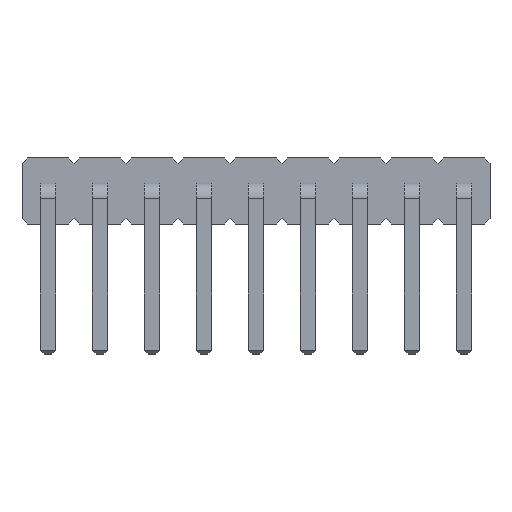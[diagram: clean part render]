
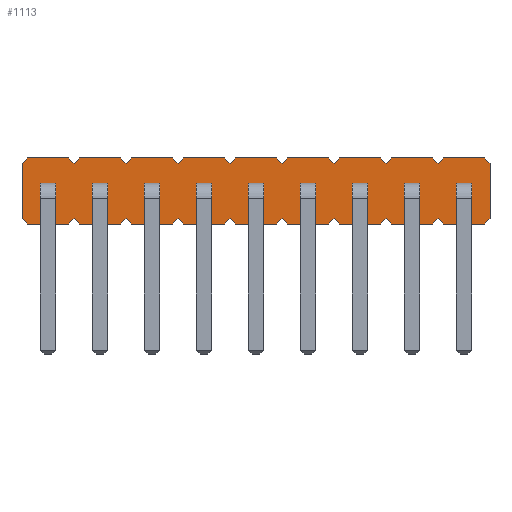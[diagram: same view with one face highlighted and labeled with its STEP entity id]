
A CAD part, left-side view. The second image highlights one B-rep face of the part: STEP entity #1113.
In plain terms, the highlighted planar face has unit normal (-1, 0, 0).
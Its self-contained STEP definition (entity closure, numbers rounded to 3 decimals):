
#13=DIRECTION('',(0.,0.,1.));
#22=VERTEX_POINT('',#23);
#23=CARTESIAN_POINT('',(0.25,0.5,0.1));
#34=VECTOR('',#35,1.);
#35=DIRECTION('',(0.,-0.707,-0.707));
#38=VERTEX_POINT('',#39);
#39=CARTESIAN_POINT('',(0.25,0.4,0.));
#42=EDGE_CURVE('',#22,#38,#43,.T.);
#43=LINE('',#23,#34);
#46=DIRECTION('',(0.,0.707,-0.707));
#56=VECTOR('',#57,1.);
#57=DIRECTION('',(0.,-1.,0.));
#60=VERTEX_POINT('',#61);
#61=CARTESIAN_POINT('',(0.25,-0.4,0.));
#64=EDGE_CURVE('',#38,#60,#65,.T.);
#65=LINE('',#39,#56);
#78=VECTOR('',#79,1.);
#79=DIRECTION('',(0.,-0.707,0.707));
#82=VERTEX_POINT('',#83);
#83=CARTESIAN_POINT('',(0.25,-0.5,0.1));
#86=EDGE_CURVE('',#60,#82,#87,.T.);
#87=LINE('',#61,#78);
#102=VERTEX_POINT('',#103);
#103=CARTESIAN_POINT('',(0.25,-0.6,0.));
#106=EDGE_CURVE('',#82,#102,#107,.T.);
#107=LINE('',#83,#34);
#121=VERTEX_POINT('',#122);
#122=CARTESIAN_POINT('',(0.25,-1.4,0.));
#125=EDGE_CURVE('',#102,#121,#126,.T.);
#126=LINE('',#103,#56);
#140=VERTEX_POINT('',#141);
#141=CARTESIAN_POINT('',(0.25,-1.5,0.1));
#144=EDGE_CURVE('',#121,#140,#145,.T.);
#145=LINE('',#122,#78);
#160=VERTEX_POINT('',#161);
#161=CARTESIAN_POINT('',(0.25,-1.6,0.));
#164=EDGE_CURVE('',#140,#160,#165,.T.);
#165=LINE('',#166,#34);
#166=CARTESIAN_POINT('',(0.25,-1.5,0.1));
#181=VERTEX_POINT('',#182);
#182=CARTESIAN_POINT('',(0.25,-2.4,0.));
#185=EDGE_CURVE('',#160,#181,#186,.T.);
#186=LINE('',#187,#56);
#187=CARTESIAN_POINT('',(0.25,-1.6,0.));
#201=VERTEX_POINT('',#202);
#202=CARTESIAN_POINT('',(0.25,-2.5,0.1));
#205=EDGE_CURVE('',#181,#201,#206,.T.);
#206=LINE('',#182,#78);
#221=VERTEX_POINT('',#222);
#222=CARTESIAN_POINT('',(0.25,-2.6,0.));
#225=EDGE_CURVE('',#201,#221,#226,.T.);
#226=LINE('',#227,#34);
#227=CARTESIAN_POINT('',(0.25,-2.5,0.1));
#242=VERTEX_POINT('',#243);
#243=CARTESIAN_POINT('',(0.25,-3.4,0.));
#246=EDGE_CURVE('',#221,#242,#247,.T.);
#247=LINE('',#248,#56);
#248=CARTESIAN_POINT('',(0.25,-2.6,0.));
#262=VERTEX_POINT('',#263);
#263=CARTESIAN_POINT('',(0.25,-3.5,0.1));
#266=EDGE_CURVE('',#242,#262,#267,.T.);
#267=LINE('',#243,#78);
#282=VERTEX_POINT('',#283);
#283=CARTESIAN_POINT('',(0.25,-3.6,0.));
#286=EDGE_CURVE('',#262,#282,#287,.T.);
#287=LINE('',#288,#34);
#288=CARTESIAN_POINT('',(0.25,-3.5,0.1));
#303=VERTEX_POINT('',#304);
#304=CARTESIAN_POINT('',(0.25,-4.4,0.));
#307=EDGE_CURVE('',#282,#303,#308,.T.);
#308=LINE('',#309,#56);
#309=CARTESIAN_POINT('',(0.25,-3.6,0.));
#323=VERTEX_POINT('',#324);
#324=CARTESIAN_POINT('',(0.25,-4.5,0.1));
#327=EDGE_CURVE('',#303,#323,#328,.T.);
#328=LINE('',#304,#78);
#342=VERTEX_POINT('',#343);
#343=CARTESIAN_POINT('',(0.25,-4.6,0.));
#346=EDGE_CURVE('',#323,#342,#347,.T.);
#347=LINE('',#324,#34);
#361=VERTEX_POINT('',#362);
#362=CARTESIAN_POINT('',(0.25,-5.4,0.));
#365=EDGE_CURVE('',#342,#361,#366,.T.);
#366=LINE('',#343,#56);
#380=VERTEX_POINT('',#381);
#381=CARTESIAN_POINT('',(0.25,-5.5,0.1));
#384=EDGE_CURVE('',#361,#380,#385,.T.);
#385=LINE('',#362,#78);
#399=VERTEX_POINT('',#400);
#400=CARTESIAN_POINT('',(0.25,-5.6,0.));
#403=EDGE_CURVE('',#380,#399,#404,.T.);
#404=LINE('',#381,#34);
#418=VERTEX_POINT('',#419);
#419=CARTESIAN_POINT('',(0.25,-6.4,0.));
#422=EDGE_CURVE('',#399,#418,#423,.T.);
#423=LINE('',#400,#56);
#437=VERTEX_POINT('',#438);
#438=CARTESIAN_POINT('',(0.25,-6.5,0.1));
#441=EDGE_CURVE('',#418,#437,#442,.T.);
#442=LINE('',#419,#78);
#456=VERTEX_POINT('',#457);
#457=CARTESIAN_POINT('',(0.25,-6.6,0.));
#460=EDGE_CURVE('',#437,#456,#461,.T.);
#461=LINE('',#438,#34);
#475=VERTEX_POINT('',#476);
#476=CARTESIAN_POINT('',(0.25,-7.4,0.));
#479=EDGE_CURVE('',#456,#475,#480,.T.);
#480=LINE('',#457,#56);
#494=VERTEX_POINT('',#495);
#495=CARTESIAN_POINT('',(0.25,-7.5,0.1));
#498=EDGE_CURVE('',#475,#494,#499,.T.);
#499=LINE('',#476,#78);
#513=VERTEX_POINT('',#514);
#514=CARTESIAN_POINT('',(0.25,-7.6,0.));
#517=EDGE_CURVE('',#494,#513,#518,.T.);
#518=LINE('',#495,#34);
#532=VERTEX_POINT('',#533);
#533=CARTESIAN_POINT('',(0.25,-8.4,0.));
#536=EDGE_CURVE('',#513,#532,#537,.T.);
#537=LINE('',#514,#56);
#551=VERTEX_POINT('',#552);
#552=CARTESIAN_POINT('',(0.25,-8.5,0.1));
#555=EDGE_CURVE('',#532,#551,#556,.T.);
#556=LINE('',#533,#78);
#568=VECTOR('',#13,1.);
#571=VERTEX_POINT('',#572);
#572=CARTESIAN_POINT('',(0.25,-8.5,1.17));
#575=EDGE_CURVE('',#551,#571,#576,.T.);
#576=LINE('',#552,#568);
#588=VECTOR('',#589,1.);
#589=DIRECTION('',(0.,0.707,0.707));
#592=VERTEX_POINT('',#593);
#593=CARTESIAN_POINT('',(0.25,-8.4,1.27));
#596=EDGE_CURVE('',#571,#592,#597,.T.);
#597=LINE('',#572,#588);
#609=VECTOR('',#610,1.);
#610=DIRECTION('',(0.,1.,0.));
#613=VERTEX_POINT('',#614);
#614=CARTESIAN_POINT('',(0.25,-7.6,1.27));
#617=EDGE_CURVE('',#592,#613,#618,.T.);
#618=LINE('',#593,#609);
#630=VECTOR('',#46,1.);
#633=VERTEX_POINT('',#634);
#634=CARTESIAN_POINT('',(0.25,-7.5,1.17));
#637=EDGE_CURVE('',#613,#633,#638,.T.);
#638=LINE('',#614,#630);
#652=VERTEX_POINT('',#653);
#653=CARTESIAN_POINT('',(0.25,-7.4,1.27));
#656=EDGE_CURVE('',#633,#652,#657,.T.);
#657=LINE('',#634,#588);
#671=VERTEX_POINT('',#672);
#672=CARTESIAN_POINT('',(0.25,-6.6,1.27));
#675=EDGE_CURVE('',#652,#671,#676,.T.);
#676=LINE('',#653,#609);
#690=VERTEX_POINT('',#691);
#691=CARTESIAN_POINT('',(0.25,-6.5,1.17));
#694=EDGE_CURVE('',#671,#690,#695,.T.);
#695=LINE('',#672,#630);
#709=VERTEX_POINT('',#710);
#710=CARTESIAN_POINT('',(0.25,-6.4,1.27));
#713=EDGE_CURVE('',#690,#709,#714,.T.);
#714=LINE('',#691,#588);
#728=VERTEX_POINT('',#729);
#729=CARTESIAN_POINT('',(0.25,-5.6,1.27));
#732=EDGE_CURVE('',#709,#728,#733,.T.);
#733=LINE('',#710,#609);
#747=VERTEX_POINT('',#748);
#748=CARTESIAN_POINT('',(0.25,-5.5,1.17));
#751=EDGE_CURVE('',#728,#747,#752,.T.);
#752=LINE('',#729,#630);
#766=VERTEX_POINT('',#767);
#767=CARTESIAN_POINT('',(0.25,-5.4,1.27));
#770=EDGE_CURVE('',#747,#766,#771,.T.);
#771=LINE('',#748,#588);
#785=VERTEX_POINT('',#786);
#786=CARTESIAN_POINT('',(0.25,-4.6,1.27));
#789=EDGE_CURVE('',#766,#785,#790,.T.);
#790=LINE('',#767,#609);
#804=VERTEX_POINT('',#805);
#805=CARTESIAN_POINT('',(0.25,-4.5,1.17));
#808=EDGE_CURVE('',#785,#804,#809,.T.);
#809=LINE('',#786,#630);
#823=VERTEX_POINT('',#824);
#824=CARTESIAN_POINT('',(0.25,-4.4,1.27));
#827=EDGE_CURVE('',#804,#823,#828,.T.);
#828=LINE('',#805,#588);
#842=VERTEX_POINT('',#843);
#843=CARTESIAN_POINT('',(0.25,-3.6,1.27));
#846=EDGE_CURVE('',#823,#842,#847,.T.);
#847=LINE('',#824,#609);
#861=VERTEX_POINT('',#862);
#862=CARTESIAN_POINT('',(0.25,-3.5,1.17));
#865=EDGE_CURVE('',#842,#861,#866,.T.);
#866=LINE('',#843,#630);
#880=VERTEX_POINT('',#881);
#881=CARTESIAN_POINT('',(0.25,-3.4,1.27));
#884=EDGE_CURVE('',#861,#880,#885,.T.);
#885=LINE('',#862,#588);
#899=VERTEX_POINT('',#900);
#900=CARTESIAN_POINT('',(0.25,-2.6,1.27));
#903=EDGE_CURVE('',#880,#899,#904,.T.);
#904=LINE('',#881,#609);
#918=VERTEX_POINT('',#919);
#919=CARTESIAN_POINT('',(0.25,-2.5,1.17));
#922=EDGE_CURVE('',#899,#918,#923,.T.);
#923=LINE('',#900,#630);
#937=VERTEX_POINT('',#938);
#938=CARTESIAN_POINT('',(0.25,-2.4,1.27));
#941=EDGE_CURVE('',#918,#937,#942,.T.);
#942=LINE('',#919,#588);
#956=VERTEX_POINT('',#957);
#957=CARTESIAN_POINT('',(0.25,-1.6,1.27));
#960=EDGE_CURVE('',#937,#956,#961,.T.);
#961=LINE('',#938,#609);
#975=VERTEX_POINT('',#976);
#976=CARTESIAN_POINT('',(0.25,-1.5,1.17));
#979=EDGE_CURVE('',#956,#975,#980,.T.);
#980=LINE('',#957,#630);
#994=VERTEX_POINT('',#995);
#995=CARTESIAN_POINT('',(0.25,-1.4,1.27));
#998=EDGE_CURVE('',#975,#994,#999,.T.);
#999=LINE('',#976,#588);
#1013=VERTEX_POINT('',#1014);
#1014=CARTESIAN_POINT('',(0.25,-0.6,1.27));
#1017=EDGE_CURVE('',#994,#1013,#1018,.T.);
#1018=LINE('',#995,#609);
#1032=VERTEX_POINT('',#1033);
#1033=CARTESIAN_POINT('',(0.25,-0.5,1.17));
#1036=EDGE_CURVE('',#1013,#1032,#1037,.T.);
#1037=LINE('',#1014,#630);
#1051=VERTEX_POINT('',#1052);
#1052=CARTESIAN_POINT('',(0.25,-0.4,1.27));
#1055=EDGE_CURVE('',#1032,#1051,#1056,.T.);
#1056=LINE('',#1033,#588);
#1070=VERTEX_POINT('',#1071);
#1071=CARTESIAN_POINT('',(0.25,0.4,1.27));
#1074=EDGE_CURVE('',#1051,#1070,#1075,.T.);
#1075=LINE('',#1052,#609);
#1089=VERTEX_POINT('',#1090);
#1090=CARTESIAN_POINT('',(0.25,0.5,1.17));
#1093=EDGE_CURVE('',#1070,#1089,#1094,.T.);
#1094=LINE('',#1071,#630);
#1104=VECTOR('',#1105,1.);
#1105=DIRECTION('',(0.,0.,-1.));
#1108=EDGE_CURVE('',#1089,#22,#1109,.T.);
#1109=LINE('',#1090,#1104);
#1113=ADVANCED_FACE('',(#1114),#1172,.T.);
#1114=FACE_BOUND('',#1115,.T.);
#1115=EDGE_LOOP('',(#1116,#1117,#1118,#1119,#1120,#1121,#1122,#1123,#1124,#1125,#1126,#1127,#1128,#1129,#1130,#1131,#1132,#1133,#1134,#1135,#1136,#1137,#1138,#1139,#1140,#1141,#1142,#1143,#1144,#1145,#1146,#1147,#1148,#1149,#1150,#1151,#1152,#1153,#1154,#1155,#1156,#1157,#1158,#1159,#1160,#1161,#1162,#1163,#1164,#1165,#1166,#1167,#1168,#1169,#1170,#1171));
#1116=ORIENTED_EDGE('',*,*,#42,.T.);
#1117=ORIENTED_EDGE('',*,*,#64,.T.);
#1118=ORIENTED_EDGE('',*,*,#86,.T.);
#1119=ORIENTED_EDGE('',*,*,#106,.T.);
#1120=ORIENTED_EDGE('',*,*,#125,.T.);
#1121=ORIENTED_EDGE('',*,*,#144,.T.);
#1122=ORIENTED_EDGE('',*,*,#164,.T.);
#1123=ORIENTED_EDGE('',*,*,#185,.T.);
#1124=ORIENTED_EDGE('',*,*,#205,.T.);
#1125=ORIENTED_EDGE('',*,*,#225,.T.);
#1126=ORIENTED_EDGE('',*,*,#246,.T.);
#1127=ORIENTED_EDGE('',*,*,#266,.T.);
#1128=ORIENTED_EDGE('',*,*,#286,.T.);
#1129=ORIENTED_EDGE('',*,*,#307,.T.);
#1130=ORIENTED_EDGE('',*,*,#327,.T.);
#1131=ORIENTED_EDGE('',*,*,#346,.T.);
#1132=ORIENTED_EDGE('',*,*,#365,.T.);
#1133=ORIENTED_EDGE('',*,*,#384,.T.);
#1134=ORIENTED_EDGE('',*,*,#403,.T.);
#1135=ORIENTED_EDGE('',*,*,#422,.T.);
#1136=ORIENTED_EDGE('',*,*,#441,.T.);
#1137=ORIENTED_EDGE('',*,*,#460,.T.);
#1138=ORIENTED_EDGE('',*,*,#479,.T.);
#1139=ORIENTED_EDGE('',*,*,#498,.T.);
#1140=ORIENTED_EDGE('',*,*,#517,.T.);
#1141=ORIENTED_EDGE('',*,*,#536,.T.);
#1142=ORIENTED_EDGE('',*,*,#555,.T.);
#1143=ORIENTED_EDGE('',*,*,#575,.T.);
#1144=ORIENTED_EDGE('',*,*,#596,.T.);
#1145=ORIENTED_EDGE('',*,*,#617,.T.);
#1146=ORIENTED_EDGE('',*,*,#637,.T.);
#1147=ORIENTED_EDGE('',*,*,#656,.T.);
#1148=ORIENTED_EDGE('',*,*,#675,.T.);
#1149=ORIENTED_EDGE('',*,*,#694,.T.);
#1150=ORIENTED_EDGE('',*,*,#713,.T.);
#1151=ORIENTED_EDGE('',*,*,#732,.T.);
#1152=ORIENTED_EDGE('',*,*,#751,.T.);
#1153=ORIENTED_EDGE('',*,*,#770,.T.);
#1154=ORIENTED_EDGE('',*,*,#789,.T.);
#1155=ORIENTED_EDGE('',*,*,#808,.T.);
#1156=ORIENTED_EDGE('',*,*,#827,.T.);
#1157=ORIENTED_EDGE('',*,*,#846,.T.);
#1158=ORIENTED_EDGE('',*,*,#865,.T.);
#1159=ORIENTED_EDGE('',*,*,#884,.T.);
#1160=ORIENTED_EDGE('',*,*,#903,.T.);
#1161=ORIENTED_EDGE('',*,*,#922,.T.);
#1162=ORIENTED_EDGE('',*,*,#941,.T.);
#1163=ORIENTED_EDGE('',*,*,#960,.T.);
#1164=ORIENTED_EDGE('',*,*,#979,.T.);
#1165=ORIENTED_EDGE('',*,*,#998,.T.);
#1166=ORIENTED_EDGE('',*,*,#1017,.T.);
#1167=ORIENTED_EDGE('',*,*,#1036,.T.);
#1168=ORIENTED_EDGE('',*,*,#1055,.T.);
#1169=ORIENTED_EDGE('',*,*,#1074,.T.);
#1170=ORIENTED_EDGE('',*,*,#1093,.T.);
#1171=ORIENTED_EDGE('',*,*,#1108,.T.);
#1172=PLANE('',#1173);
#1173=AXIS2_PLACEMENT_3D('',#1174,#1175,#1176);
#1174=CARTESIAN_POINT('',(0.25,-4.,0.635));
#1175=DIRECTION('',(-1.,-0.,-0.));
#1176=DIRECTION('',(0.,0.,-1.));
